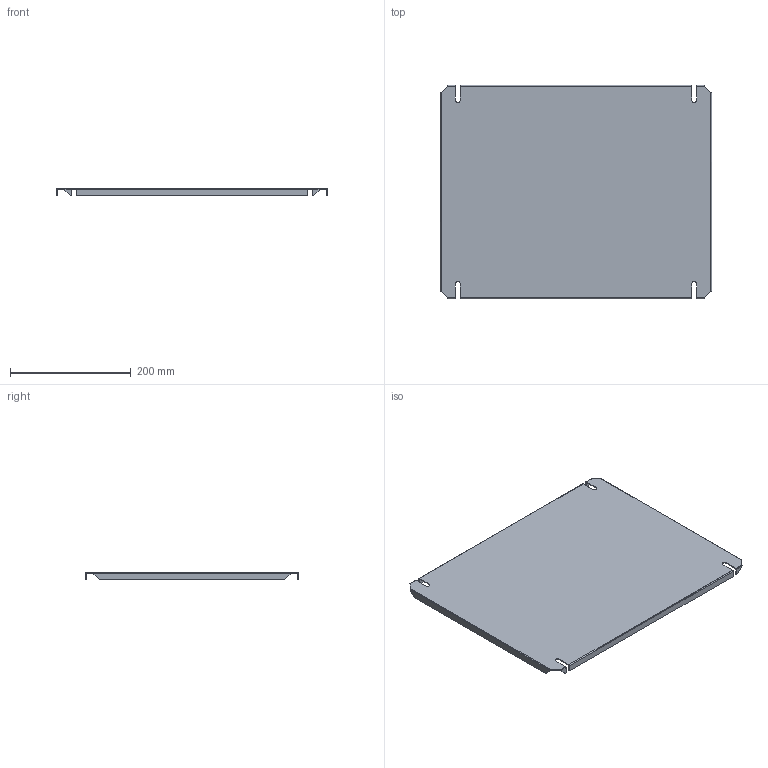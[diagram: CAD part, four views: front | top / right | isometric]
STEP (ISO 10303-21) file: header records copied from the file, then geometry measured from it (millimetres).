
FILE_DESCRIPTION (( 'STEP AP214' ), '1' );
FILE_NAME ('417.540.STEP', '2024-06-06T05:51:36', ( '' ), ( '' ), 'SwSTEP 2.0', 'SolidWorks 2021', '' );
FILE_SCHEMA (( 'AUTOMOTIVE_DESIGN' ));
Length unit declared in the file: millimetre
Products named in the file (1): 417.540
Bounding box: 448.73 x 352.73 x 12 mm (x, y, z)
Volume: 257413.3 mm3; surface area: 346072.6 mm2
Topology: 1 solids, 1 shells, 82 faces, 184 edges, 104 vertices
Faces by surface type: plane 62, cylinder 12, bspline 8
Entity records: 2378 total; most frequent: CARTESIAN_POINT 579, ORIENTED_EDGE 368, DIRECTION 342, EDGE_CURVE 184, LINE 160, VECTOR 160, VERTEX_POINT 104, AXIS2_PLACEMENT_3D 91
